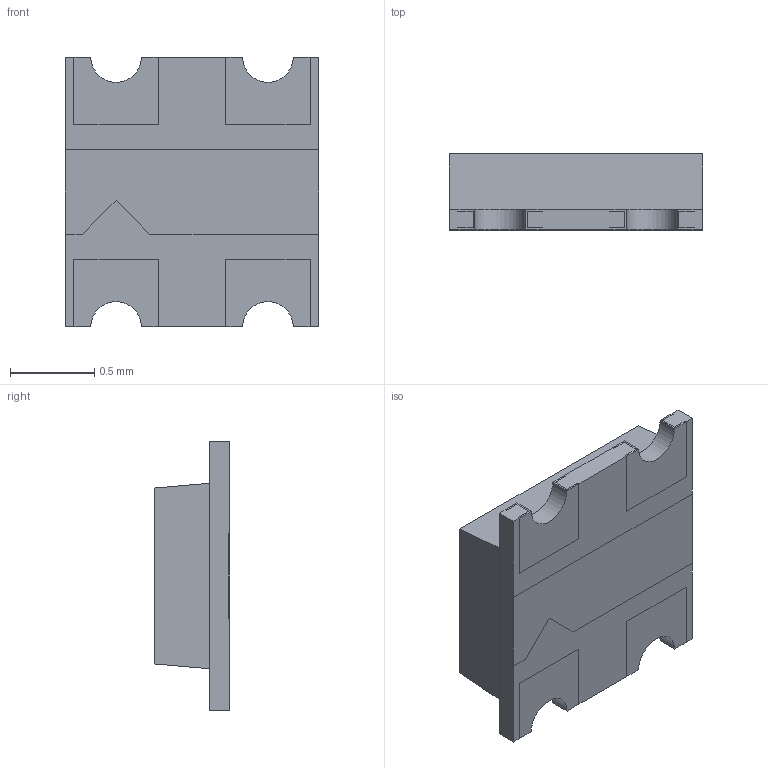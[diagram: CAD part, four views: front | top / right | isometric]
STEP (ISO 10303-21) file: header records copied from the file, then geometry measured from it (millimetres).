
FILE_DESCRIPTION (( 'STEP AP214' ), '1' );
FILE_NAME ('HSMF-C114.STEP', '2017-10-24T10:44:22', ( '' ), ( '' ), 'SwSTEP 2.0', 'SolidWorks 2017', '' );
FILE_SCHEMA (( 'AUTOMOTIVE_DESIGN' ));
Length unit declared in the file: millimetre
Products named in the file (1): HSMF-C114
Bounding box: 1.5 x 0.45 x 1.6 mm (x, y, z)
Volume: 0.8 mm3; surface area: 15 mm2
Topology: 8 solids, 8 shells, 144 faces, 384 edges, 256 vertices
Faces by surface type: plane 126, cylinder 18
Entity records: 4521 total; most frequent: CARTESIAN_POINT 785, ORIENTED_EDGE 768, DIRECTION 710, EDGE_CURVE 384, VECTOR 348, LINE 348, VERTEX_POINT 256, AXIS2_PLACEMENT_3D 181
